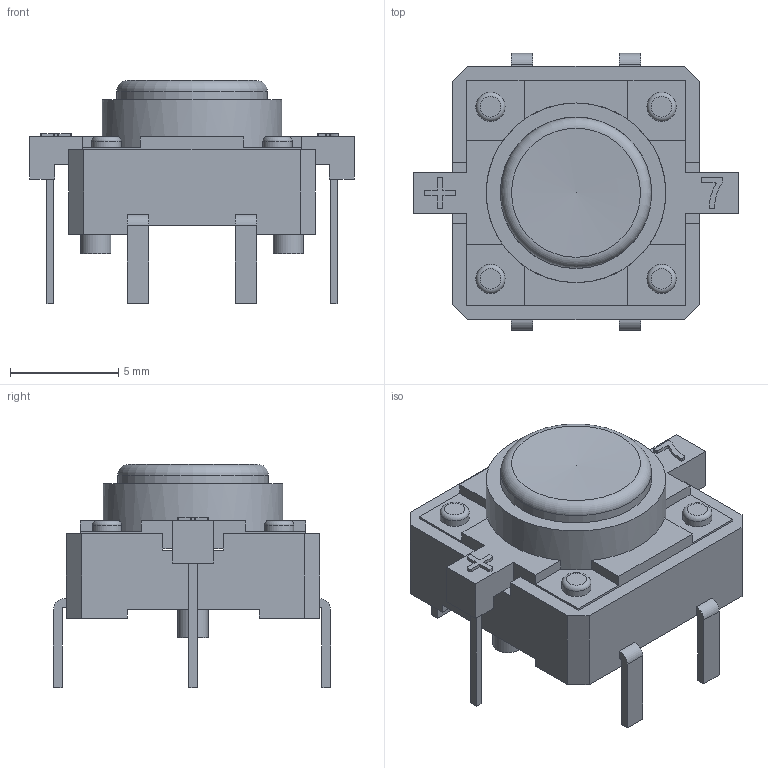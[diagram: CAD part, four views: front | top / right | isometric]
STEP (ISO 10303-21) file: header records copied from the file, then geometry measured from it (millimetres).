
FILE_DESCRIPTION(('FreeCAD Model'),'2;1');
FILE_NAME('TACT_SWITCH_12mm.step','2018-06-22T09:37:50',('kicad StepUp'),('ksu MCAD'), 'Open CASCADE STEP processor 7.2','FreeCAD','Unknown');
FILE_SCHEMA(('AUTOMOTIVE_DESIGN_CC2 { 1 2 10303 214 -1 1 5 4 }'));
Length unit declared in the file: millimetre
Products named in the file (1): TACT_SWITCH_12mm
Bounding box: 15 x 12.8 x 10.3 mm (x, y, z)
Volume: 659.1 mm3; surface area: 974.1 mm2
Topology: 6 solids, 6 shells, 177 faces, 462 edges, 305 vertices
Faces by surface type: plane 133, cylinder 32, torus 5, bspline 4, extrusion 2, cone 1
Full cylindrical faces by diameter (mm): 1.345 x4, 1.35 x4, 1.4 x2, 6.96 x1, 7 x1, 8.3 x1
Entity records: 7516 total; most frequent: CARTESIAN_POINT 1852, ORIENTED_EDGE 922, DIRECTION 882, EDGE_CURVE 461, VECTOR 360, LINE 358, VERTEX_POINT 305, AXIS2_PLACEMENT_3D 261
